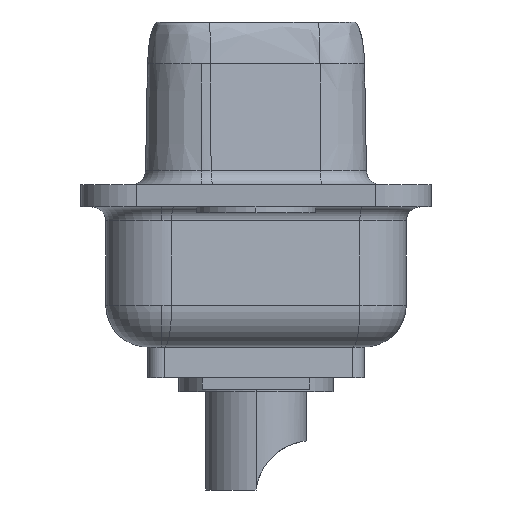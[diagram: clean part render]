
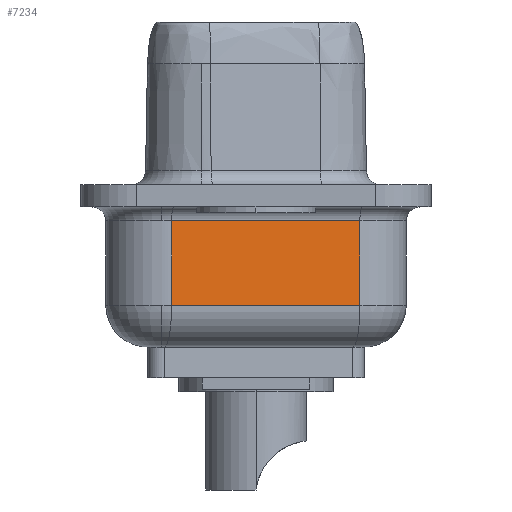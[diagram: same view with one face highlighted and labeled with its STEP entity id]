
A CAD part, left-side view. The second image highlights one B-rep face of the part: STEP entity #7234.
In plain terms, the highlighted planar face has unit normal (-0.985, -0.174, 0).
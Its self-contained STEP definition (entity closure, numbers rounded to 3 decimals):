
#73 = VECTOR ( 'NONE', #7030, 1000. ) ;
#693 = ORIENTED_EDGE ( 'NONE', *, *, #2514, .T. ) ;
#707 = LINE ( 'NONE', #6485, #73 ) ;
#1205 = DIRECTION ( 'NONE',  ( -0.174, 0.985, 0. ) ) ;
#1300 = CARTESIAN_POINT ( 'NONE',  ( -12.54, -3.707, -5.8 ) ) ;
#2514 = EDGE_CURVE ( 'NONE', #7798, #6145, #5944, .T. ) ;
#2524 = CARTESIAN_POINT ( 'NONE',  ( -13.725, 3.013, -5.8 ) ) ;
#2700 = VECTOR ( 'NONE', #6064, 1000. ) ;
#2706 = ORIENTED_EDGE ( 'NONE', *, *, #3858, .T. ) ;
#2822 = VECTOR ( 'NONE', #6492, 1000. ) ;
#3646 = EDGE_CURVE ( 'NONE', #7272, #6145, #5719, .T. ) ;
#3848 = FACE_OUTER_BOUND ( 'NONE', #4081, .T. ) ;
#3858 = EDGE_CURVE ( 'NONE', #4643, #7798, #7041, .T. ) ;
#3863 = CARTESIAN_POINT ( 'NONE',  ( -12.54, -3.707, -4.3 ) ) ;
#4041 = VECTOR ( 'NONE', #5092, 1000. ) ;
#4081 = EDGE_LOOP ( 'NONE', ( #2706, #693, #5711, #6448 ) ) ;
#4260 = CARTESIAN_POINT ( 'NONE',  ( -13.725, 3.013, -1.3 ) ) ;
#4395 = CARTESIAN_POINT ( 'NONE',  ( -13.725, 3.013, -4.3 ) ) ;
#4643 = VERTEX_POINT ( 'NONE', #3863 ) ;
#5092 = DIRECTION ( 'NONE',  ( 0., 0., 1. ) ) ;
#5711 = ORIENTED_EDGE ( 'NONE', *, *, #3646, .F. ) ;
#5719 = LINE ( 'NONE', #2524, #4041 ) ;
#5738 = AXIS2_PLACEMENT_3D ( 'NONE', #7666, #6407, #1205 ) ;
#5926 = EDGE_CURVE ( 'NONE', #7272, #4643, #707, .T. ) ;
#5944 = LINE ( 'NONE', #7319, #2700 ) ;
#6064 = DIRECTION ( 'NONE',  ( -0.174, 0.985, 0. ) ) ;
#6145 = VERTEX_POINT ( 'NONE', #4260 ) ;
#6237 = PLANE ( 'NONE',  #5738 ) ;
#6407 = DIRECTION ( 'NONE',  ( 0.985, 0.174, 0. ) ) ;
#6448 = ORIENTED_EDGE ( 'NONE', *, *, #5926, .T. ) ;
#6485 = CARTESIAN_POINT ( 'NONE',  ( -12.54, -3.707, -4.3 ) ) ;
#6492 = DIRECTION ( 'NONE',  ( 0., 0., 1. ) ) ;
#7030 = DIRECTION ( 'NONE',  ( 0.174, -0.985, 0. ) ) ;
#7041 = LINE ( 'NONE', #1300, #2822 ) ;
#7184 = CARTESIAN_POINT ( 'NONE',  ( -12.54, -3.707, -1.3 ) ) ;
#7234 = ADVANCED_FACE ( 'NONE', ( #3848 ), #6237, .F. ) ;
#7272 = VERTEX_POINT ( 'NONE', #4395 ) ;
#7319 = CARTESIAN_POINT ( 'NONE',  ( -12.54, -3.707, -1.3 ) ) ;
#7666 = CARTESIAN_POINT ( 'NONE',  ( -12.54, -3.707, -5.8 ) ) ;
#7798 = VERTEX_POINT ( 'NONE', #7184 ) ;
